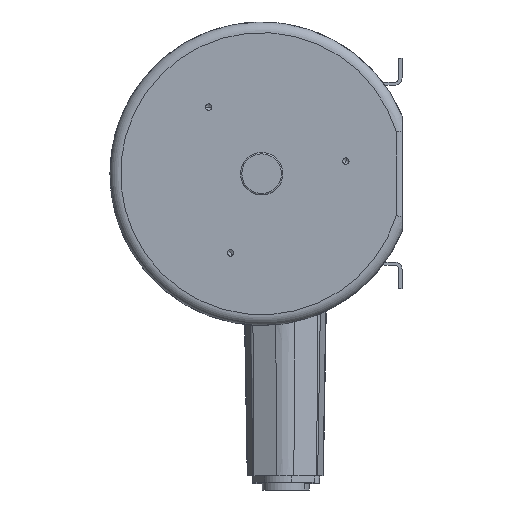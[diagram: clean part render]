
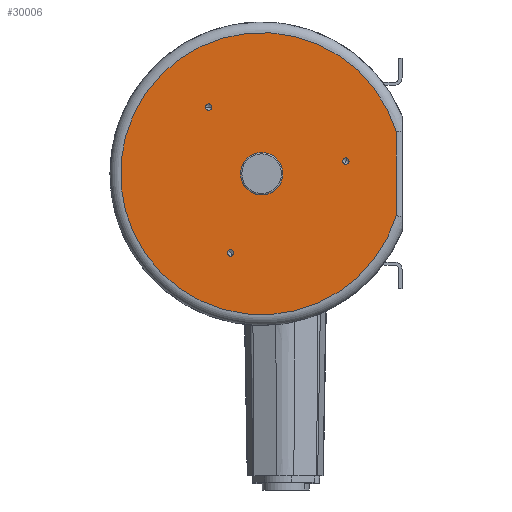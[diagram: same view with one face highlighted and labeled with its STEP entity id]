
A CAD part, left-side view. The second image highlights one B-rep face of the part: STEP entity #30006.
In plain terms, the highlighted planar face has unit normal (-1, 0, 0).
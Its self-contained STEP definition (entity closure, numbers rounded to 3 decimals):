
#12286=CARTESIAN_POINT('',(-225.,0.,0.));
#12287=DIRECTION('',(-1.,0.,0.));
#12288=DIRECTION('',(0.,-0.955,0.297));
#12289=AXIS2_PLACEMENT_3D('',#12286,#12287,#12288);
#12337=CARTESIAN_POINT('',(-225.,0.,0.));
#12338=DIRECTION('',(-1.,0.,0.));
#12339=DIRECTION('',(0.,0.,1.));
#12340=AXIS2_PLACEMENT_3D('',#12337,#12338,#12339);
#12342=CARTESIAN_POINT('',(-225.,0.,0.));
#12343=DIRECTION('',(-1.,0.,0.));
#12344=DIRECTION('',(0.,0.,-1.));
#12345=AXIS2_PLACEMENT_3D('',#12342,#12343,#12344);
#12347=DIRECTION('',(0.,0.,1.));
#12348=VECTOR('',#12347,118.338);
#12349=CARTESIAN_POINT('',(-225.,-190.,-59.169));
#12350=LINE('',#12349,#12348);
#12351=CARTESIAN_POINT('',(-225.,74.702,93.913));
#12352=DIRECTION('',(-1.,0.,0.));
#12353=DIRECTION('',(0.,1.,0.));
#12354=AXIS2_PLACEMENT_3D('',#12351,#12352,#12353);
#12356=CARTESIAN_POINT('',(-225.,74.702,93.913));
#12357=DIRECTION('',(-1.,0.,0.));
#12358=DIRECTION('',(0.,-1.,0.));
#12359=AXIS2_PLACEMENT_3D('',#12356,#12357,#12358);
#12361=CARTESIAN_POINT('',(-225.,43.98,-111.65));
#12362=DIRECTION('',(-1.,0.,0.));
#12363=DIRECTION('',(0.,-0.5,-0.866));
#12364=AXIS2_PLACEMENT_3D('',#12361,#12362,#12363);
#12366=CARTESIAN_POINT('',(-225.,43.98,-111.65));
#12367=DIRECTION('',(-1.,0.,0.));
#12368=DIRECTION('',(0.,0.5,0.866));
#12369=AXIS2_PLACEMENT_3D('',#12366,#12367,#12368);
#12371=CARTESIAN_POINT('',(-225.,-118.682,17.737));
#12372=DIRECTION('',(-1.,0.,0.));
#12373=DIRECTION('',(0.,-0.5,0.866));
#12374=AXIS2_PLACEMENT_3D('',#12371,#12372,#12373);
#12376=CARTESIAN_POINT('',(-225.,-118.682,17.737));
#12377=DIRECTION('',(-1.,0.,0.));
#12378=DIRECTION('',(0.,0.5,-0.866));
#12379=AXIS2_PLACEMENT_3D('',#12376,#12377,#12378);
#13074=CARTESIAN_POINT('',(-225.,0.,30.));
#13075=CARTESIAN_POINT('',(-225.,0.,-30.));
#13076=VERTEX_POINT('',#13074);
#13077=VERTEX_POINT('',#13075);
#13250=CARTESIAN_POINT('',(-225.,-190.,-59.169));
#13251=CARTESIAN_POINT('',(-225.,-190.,59.169));
#13252=VERTEX_POINT('',#13250);
#13253=VERTEX_POINT('',#13251);
#13398=CARTESIAN_POINT('',(-225.,79.202,93.913));
#13399=CARTESIAN_POINT('',(-225.,70.202,93.913));
#13400=VERTEX_POINT('',#13398);
#13401=VERTEX_POINT('',#13399);
#13408=CARTESIAN_POINT('',(-225.,41.73,-115.547));
#13409=CARTESIAN_POINT('',(-225.,46.23,-107.753));
#13410=VERTEX_POINT('',#13408);
#13411=VERTEX_POINT('',#13409);
#13418=CARTESIAN_POINT('',(-225.,-120.932,21.634));
#13419=CARTESIAN_POINT('',(-225.,-116.432,13.84));
#13420=VERTEX_POINT('',#13418);
#13421=VERTEX_POINT('',#13419);
#29973=CARTESIAN_POINT('',(-225.,0.,0.));
#29974=DIRECTION('',(1.,0.,0.));
#29975=DIRECTION('',(0.,0.,-1.));
#29976=AXIS2_PLACEMENT_3D('',#29973,#29974,#29975);
#29977=PLANE('',#29976);
#29978=ORIENTED_EDGE('',*,*,#29967,.F.);
#29979=ORIENTED_EDGE('',*,*,#29951,.F.);
#29980=EDGE_LOOP('',(#29978,#29979));
#29981=FACE_OUTER_BOUND('',#29980,.F.);
#29983=ORIENTED_EDGE('',*,*,#29982,.T.);
#29985=ORIENTED_EDGE('',*,*,#29984,.T.);
#29986=EDGE_LOOP('',(#29983,#29985));
#29987=FACE_BOUND('',#29986,.F.);
#29989=ORIENTED_EDGE('',*,*,#29988,.T.);
#29991=ORIENTED_EDGE('',*,*,#29990,.T.);
#29992=EDGE_LOOP('',(#29989,#29991));
#29993=FACE_BOUND('',#29992,.F.);
#29995=ORIENTED_EDGE('',*,*,#29994,.T.);
#29997=ORIENTED_EDGE('',*,*,#29996,.T.);
#29998=EDGE_LOOP('',(#29995,#29997));
#29999=FACE_BOUND('',#29998,.F.);
#30001=ORIENTED_EDGE('',*,*,#30000,.T.);
#30003=ORIENTED_EDGE('',*,*,#30002,.T.);
#30004=EDGE_LOOP('',(#30001,#30003));
#30005=FACE_BOUND('',#30004,.F.);
#30006=ADVANCED_FACE('',(#29981,#29987,#29993,#29999,#30005),#29977,.F.);
#12290=CIRCLE('',#12289,199.);
#12341=CIRCLE('',#12340,30.);
#12346=CIRCLE('',#12345,30.);
#12355=CIRCLE('',#12354,4.5);
#12360=CIRCLE('',#12359,4.5);
#12365=CIRCLE('',#12364,4.5);
#12370=CIRCLE('',#12369,4.5);
#12375=CIRCLE('',#12374,4.5);
#12380=CIRCLE('',#12379,4.5);
#29951=EDGE_CURVE('',#13253,#13252,#12290,.T.);
#29967=EDGE_CURVE('',#13252,#13253,#12350,.T.);
#29982=EDGE_CURVE('',#13076,#13077,#12341,.T.);
#29984=EDGE_CURVE('',#13077,#13076,#12346,.T.);
#29988=EDGE_CURVE('',#13400,#13401,#12355,.T.);
#29990=EDGE_CURVE('',#13401,#13400,#12360,.T.);
#29994=EDGE_CURVE('',#13410,#13411,#12365,.T.);
#29996=EDGE_CURVE('',#13411,#13410,#12370,.T.);
#30000=EDGE_CURVE('',#13420,#13421,#12375,.T.);
#30002=EDGE_CURVE('',#13421,#13420,#12380,.T.);
